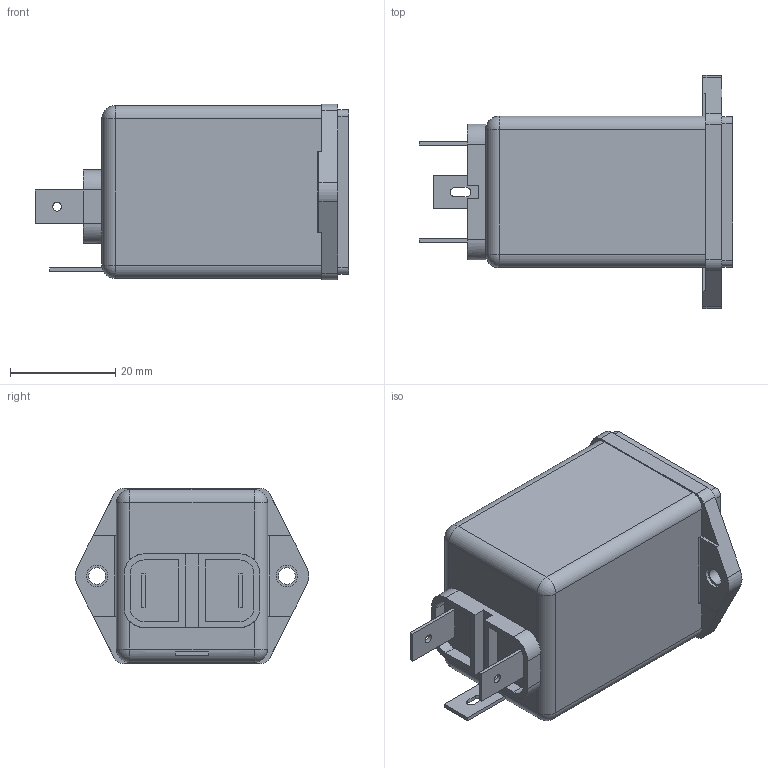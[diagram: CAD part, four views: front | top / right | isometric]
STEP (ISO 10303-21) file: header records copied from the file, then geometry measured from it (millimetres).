
FILE_DESCRIPTION(/* description */ (''),/* implementation_level */ '2;1');
FILE_NAME(/* name */ 'TE Connectivity 3-1609115-3.step',/* time_stamp */ '2024-04-06T13:38:23+02:00',/* author */ (''),/* organization */ (''),/* preprocessor_version */ 'ST-DEVELOPER v20',/* originating_system */ 'Autodesk Translation Framework v12.20.1.177',/* authorisation */ '');
FILE_SCHEMA (('AUTOMOTIVE_DESIGN { 1 0 10303 214 3 1 1 }'));
Length unit declared in the file: millimetre
Products named in the file (1): (Unsaved)
Bounding box: 59.39 x 44.2 x 33.27 mm (x, y, z)
Volume: 38605.9 mm3; surface area: 10876.8 mm2
Topology: 1 solids, 1 shells, 166 faces, 419 edges, 270 vertices
Faces by surface type: plane 115, cylinder 45, sphere 4, cone 2
Full cylindrical faces by diameter (mm): 1.651 x2, 3.2 x2, 4.064 x2, 7.366 x3
Entity records: 5079 total; most frequent: CARTESIAN_POINT 856, DIRECTION 853, ORIENTED_EDGE 838, EDGE_CURVE 419, LINE 319, VECTOR 319, VERTEX_POINT 270, AXIS2_PLACEMENT_3D 267
